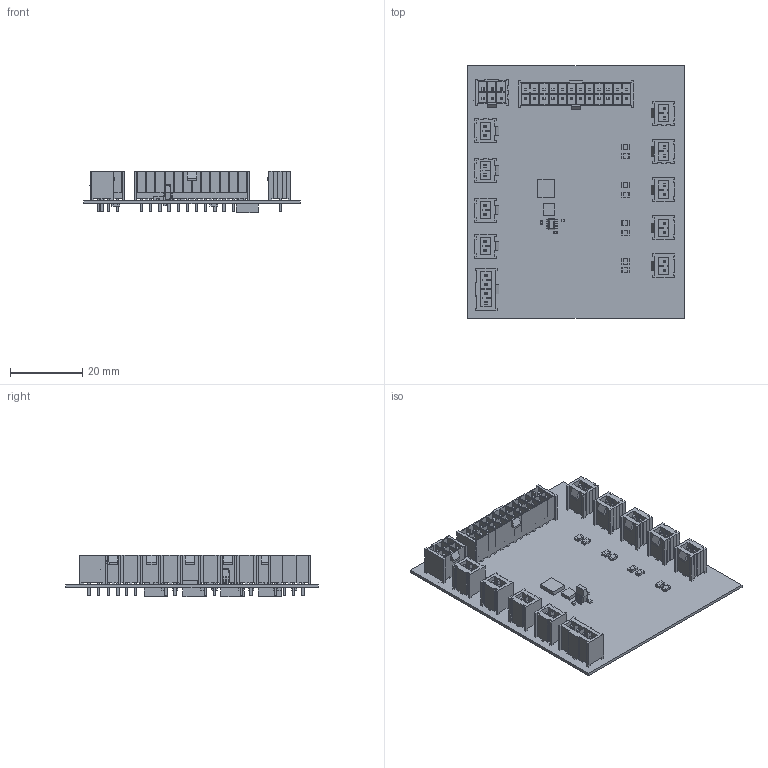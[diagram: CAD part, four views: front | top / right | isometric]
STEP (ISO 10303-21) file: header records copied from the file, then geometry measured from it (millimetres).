
FILE_DESCRIPTION(('Open CASCADE Model'),'2;1');
FILE_NAME('Open CASCADE Shape Model','2017-10-17T09:27:30',('Author'),( 'Open CASCADE'),'Open CASCADE STEP processor 6.8','Open CASCADE 6.8' ,'Unknown');
FILE_SCHEMA(('AUTOMOTIVE_DESIGN { 1 0 10303 214 1 1 1 1 }'));
Products named in the file (1): PCB
Bounding box: 60 x 70.1 x 11.41 mm (x, y, z)
Volume: 7207.5 mm3; surface area: 19062.7 mm2
Topology: 105 solids, 105 shells, 2267 faces, 5910 edges, 3884 vertices
Faces by surface type: plane 2147, cylinder 104, sphere 8, bspline 8
Full cylindrical faces by diameter (mm): 0.9 x6, 0.95 x46
Entity records: 69316 total; most frequent: CARTESIAN_POINT 12806, ORIENTED_EDGE 11804, DIRECTION 10566, EDGE_CURVE 5902, LINE 5694, VECTOR 5694, VERTEX_POINT 3884, AXIS2_PLACEMENT_3D 2436
